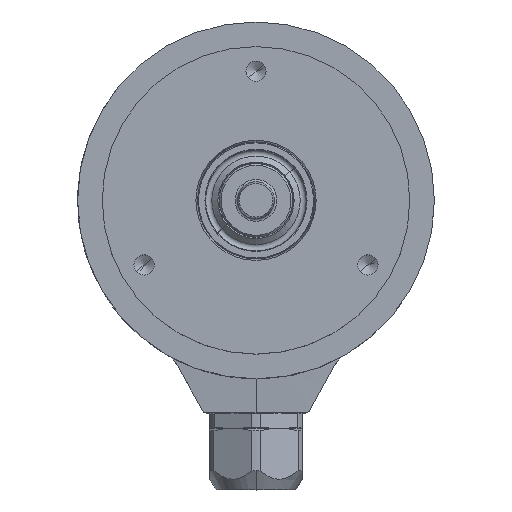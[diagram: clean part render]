
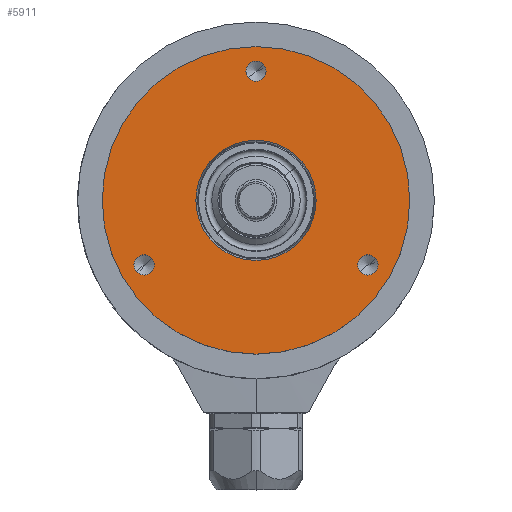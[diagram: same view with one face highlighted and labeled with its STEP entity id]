
A CAD part, top view. The second image highlights one B-rep face of the part: STEP entity #5911.
In plain terms, the highlighted planar face has unit normal (0, 0, 1).
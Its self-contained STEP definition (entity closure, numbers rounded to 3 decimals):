
#2031=CARTESIAN_POINT('',(0.,0.,30.5));
#2032=DIRECTION('',(0.,0.,1.));
#2033=DIRECTION('',(0.643,-0.766,0.));
#2034=AXIS2_PLACEMENT_3D('',#2031,#2032,#2033);
#2036=CARTESIAN_POINT('',(0.,0.,30.5));
#2037=DIRECTION('',(0.,0.,1.));
#2038=DIRECTION('',(-0.643,0.766,0.));
#2039=AXIS2_PLACEMENT_3D('',#2036,#2037,#2038);
#2041=CARTESIAN_POINT('',(0.,0.,30.5));
#2042=DIRECTION('',(0.,0.,-1.));
#2043=DIRECTION('',(0.766,0.643,0.));
#2044=AXIS2_PLACEMENT_3D('',#2041,#2042,#2043);
#2046=CARTESIAN_POINT('',(0.,0.,30.5));
#2047=DIRECTION('',(0.,0.,-1.));
#2048=DIRECTION('',(-0.766,-0.643,0.));
#2049=AXIS2_PLACEMENT_3D('',#2046,#2047,#2048);
#2051=CARTESIAN_POINT('',(-18.187,-10.5,30.5));
#2052=DIRECTION('',(0.,0.,1.));
#2053=DIRECTION('',(0.766,0.643,0.));
#2054=AXIS2_PLACEMENT_3D('',#2051,#2052,#2053);
#2056=CARTESIAN_POINT('',(-18.187,-10.5,30.5));
#2057=DIRECTION('',(0.,0.,1.));
#2058=DIRECTION('',(-0.766,-0.643,0.));
#2059=AXIS2_PLACEMENT_3D('',#2056,#2057,#2058);
#2061=CARTESIAN_POINT('',(0.,21.,30.5));
#2062=DIRECTION('',(0.,0.,1.));
#2063=DIRECTION('',(0.766,0.643,0.));
#2064=AXIS2_PLACEMENT_3D('',#2061,#2062,#2063);
#2066=CARTESIAN_POINT('',(0.,21.,30.5));
#2067=DIRECTION('',(0.,0.,1.));
#2068=DIRECTION('',(-0.766,-0.643,0.));
#2069=AXIS2_PLACEMENT_3D('',#2066,#2067,#2068);
#2071=CARTESIAN_POINT('',(18.187,-10.5,30.5));
#2072=DIRECTION('',(0.,0.,1.));
#2073=DIRECTION('',(0.766,0.643,0.));
#2074=AXIS2_PLACEMENT_3D('',#2071,#2072,#2073);
#2076=CARTESIAN_POINT('',(18.187,-10.5,30.5));
#2077=DIRECTION('',(0.,0.,1.));
#2078=DIRECTION('',(-0.766,-0.643,0.));
#2079=AXIS2_PLACEMENT_3D('',#2076,#2077,#2078);
#2947=CARTESIAN_POINT('',(7.483,6.279,30.5));
#2948=CARTESIAN_POINT('',(-7.483,-6.279,30.5));
#2949=VERTEX_POINT('',#2947);
#2950=VERTEX_POINT('',#2948);
#2955=CARTESIAN_POINT('',(16.07,-19.151,30.5));
#2956=CARTESIAN_POINT('',(-16.07,19.151,30.5));
#2957=VERTEX_POINT('',#2955);
#2958=VERTEX_POINT('',#2956);
#2997=CARTESIAN_POINT('',(-16.923,-9.439,30.5));
#2998=CARTESIAN_POINT('',(-19.451,-11.561,30.5));
#2999=VERTEX_POINT('',#2997);
#3000=VERTEX_POINT('',#2998);
#3007=CARTESIAN_POINT('',(1.264,22.061,30.5));
#3008=CARTESIAN_POINT('',(-1.264,19.939,30.5));
#3009=VERTEX_POINT('',#3007);
#3010=VERTEX_POINT('',#3008);
#3017=CARTESIAN_POINT('',(19.451,-9.439,30.5));
#3018=CARTESIAN_POINT('',(16.923,-11.561,30.5));
#3019=VERTEX_POINT('',#3017);
#3020=VERTEX_POINT('',#3018);
#5877=CARTESIAN_POINT('',(0.,0.,30.5));
#5878=DIRECTION('',(0.,0.,1.));
#5879=DIRECTION('',(0.643,-0.766,0.));
#5880=AXIS2_PLACEMENT_3D('',#5877,#5878,#5879);
#5881=PLANE('',#5880);
#5882=ORIENTED_EDGE('',*,*,#5867,.F.);
#5884=ORIENTED_EDGE('',*,*,#5883,.F.);
#5885=EDGE_LOOP('',(#5882,#5884));
#5886=FACE_OUTER_BOUND('',#5885,.F.);
#5888=ORIENTED_EDGE('',*,*,#5887,.F.);
#5890=ORIENTED_EDGE('',*,*,#5889,.F.);
#5891=EDGE_LOOP('',(#5888,#5890));
#5892=FACE_BOUND('',#5891,.F.);
#5894=ORIENTED_EDGE('',*,*,#5893,.T.);
#5896=ORIENTED_EDGE('',*,*,#5895,.T.);
#5897=EDGE_LOOP('',(#5894,#5896));
#5898=FACE_BOUND('',#5897,.F.);
#5900=ORIENTED_EDGE('',*,*,#5899,.T.);
#5902=ORIENTED_EDGE('',*,*,#5901,.T.);
#5903=EDGE_LOOP('',(#5900,#5902));
#5904=FACE_BOUND('',#5903,.F.);
#5906=ORIENTED_EDGE('',*,*,#5905,.T.);
#5908=ORIENTED_EDGE('',*,*,#5907,.T.);
#5909=EDGE_LOOP('',(#5906,#5908));
#5910=FACE_BOUND('',#5909,.F.);
#2035=CIRCLE('',#2034,25.);
#2040=CIRCLE('',#2039,25.);
#2045=CIRCLE('',#2044,9.768);
#2050=CIRCLE('',#2049,9.768);
#2055=CIRCLE('',#2054,1.65);
#2060=CIRCLE('',#2059,1.65);
#2065=CIRCLE('',#2064,1.65);
#2070=CIRCLE('',#2069,1.65);
#2075=CIRCLE('',#2074,1.65);
#2080=CIRCLE('',#2079,1.65);
#5867=EDGE_CURVE('',#2957,#2958,#2035,.T.);
#5883=EDGE_CURVE('',#2958,#2957,#2040,.T.);
#5887=EDGE_CURVE('',#2949,#2950,#2045,.T.);
#5889=EDGE_CURVE('',#2950,#2949,#2050,.T.);
#5893=EDGE_CURVE('',#2999,#3000,#2055,.T.);
#5895=EDGE_CURVE('',#3000,#2999,#2060,.T.);
#5899=EDGE_CURVE('',#3009,#3010,#2065,.T.);
#5901=EDGE_CURVE('',#3010,#3009,#2070,.T.);
#5905=EDGE_CURVE('',#3019,#3020,#2075,.T.);
#5907=EDGE_CURVE('',#3020,#3019,#2080,.T.);
#5911=ADVANCED_FACE('',(#5886,#5892,#5898,#5904,#5910),#5881,.T.);
